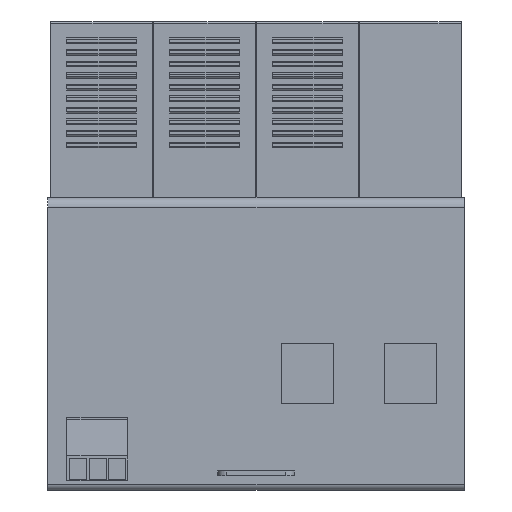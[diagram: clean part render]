
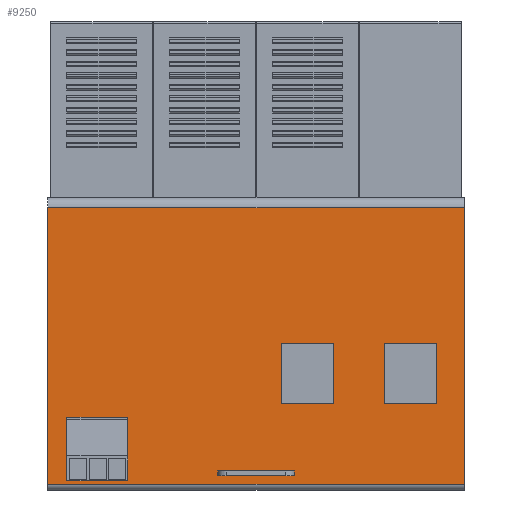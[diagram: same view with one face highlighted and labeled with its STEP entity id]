
A CAD part, left-side view. The second image highlights one B-rep face of the part: STEP entity #9250.
In plain terms, the highlighted planar face has unit normal (-1, 0, 0).
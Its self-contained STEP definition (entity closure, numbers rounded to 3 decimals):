
#960=CARTESIAN_POINT('',(-57.99,31.3,
43.696));
#970=VERTEX_POINT('',#960);
#1000=CARTESIAN_POINT('',(-57.99,31.3,0.));
#1010=DIRECTION('',(0.,0.,1.));
#1020=VECTOR('',#1010,1.);
#1030=LINE('',#1000,#1020);
#1040=CARTESIAN_POINT('',(-57.99,31.3,
-4.104));
#1050=VERTEX_POINT('',#1040);
#1060=EDGE_CURVE('',#1050,#970,#1030,.T.);
#3580=CARTESIAN_POINT('',(-57.99,-40.7,
-4.104));
#3590=VERTEX_POINT('',#3580);
#3620=CARTESIAN_POINT('',(-57.99,-40.7,0.));
#3630=DIRECTION('',(0.,0.,-1.));
#3640=VECTOR('',#3630,1.);
#3650=LINE('',#3620,#3640);
#3660=CARTESIAN_POINT('',(-57.99,-40.7,
43.696));
#3670=VERTEX_POINT('',#3660);
#3680=EDGE_CURVE('',#3670,#3590,#3650,.T.);
#7620=CARTESIAN_POINT('',(-57.99,31.3,
-4.104));
#7630=DIRECTION('',(0.,-1.,0.));
#7640=VECTOR('',#7630,1.);
#7650=LINE('',#7620,#7640);
#7660=EDGE_CURVE('',#1050,#3590,#7650,.T.);
#7730=CARTESIAN_POINT('',(-57.99,31.3,
43.696));
#7740=DIRECTION('',(1.,0.,0.));
#7750=DIRECTION('',(0.,0.,1.));
#7760=AXIS2_PLACEMENT_3D('',#7730,#7740,#7750);
#7770=PLANE('',#7760);
#7780=CARTESIAN_POINT('',(-57.99,-26.9,0.));
#7790=DIRECTION('',(0.,0.,-1.));
#7800=VECTOR('',#7790,1.);
#7810=LINE('',#7780,#7800);
#7820=CARTESIAN_POINT('',(-57.99,-26.9,
20.296));
#7830=VERTEX_POINT('',#7820);
#7840=CARTESIAN_POINT('',(-57.99,-26.9,
9.796));
#7850=VERTEX_POINT('',#7840);
#7860=EDGE_CURVE('',#7830,#7850,#7810,.T.);
#7870=ORIENTED_EDGE('',*,*,#7860,.F.);
#7880=CARTESIAN_POINT('',(-57.99,71.075,
9.796));
#7890=DIRECTION('',(0.,-1.,0.));
#7900=VECTOR('',#7890,1.);
#7910=LINE('',#7880,#7900);
#7920=CARTESIAN_POINT('',(-57.99,-35.9,
9.796));
#7930=VERTEX_POINT('',#7920);
#7940=EDGE_CURVE('',#7850,#7930,#7910,.T.);
#7950=ORIENTED_EDGE('',*,*,#7940,.F.);
#7960=CARTESIAN_POINT('',(-57.99,-35.9,0.));
#7970=DIRECTION('',(0.,0.,1.));
#7980=VECTOR('',#7970,1.);
#7990=LINE('',#7960,#7980);
#8000=CARTESIAN_POINT('',(-57.99,-35.9,
20.296));
#8010=VERTEX_POINT('',#8000);
#8020=EDGE_CURVE('',#7930,#8010,#7990,.T.);
#8030=ORIENTED_EDGE('',*,*,#8020,.F.);
#8040=CARTESIAN_POINT('',(-57.99,71.075,
20.296));
#8050=DIRECTION('',(0.,1.,0.));
#8060=VECTOR('',#8050,1.);
#8070=LINE('',#8040,#8060);
#8080=EDGE_CURVE('',#8010,#7830,#8070,.T.);
#8090=ORIENTED_EDGE('',*,*,#8080,.F.);
#8100=EDGE_LOOP('',(#8090,#8030,#7950,#7870));
#8110=FACE_BOUND('',#8100,.T.);
#8120=CARTESIAN_POINT('',(-57.99,-10.581,
-2.604));
#8130=DIRECTION('',(0.,0.,1.));
#8140=VECTOR('',#8130,1.);
#8150=LINE('',#8120,#8140);
#8160=CARTESIAN_POINT('',(-57.99,-10.581,
-2.604));
#8170=VERTEX_POINT('',#8160);
#8180=CARTESIAN_POINT('',(-57.99,-10.581,
-1.804));
#8190=VERTEX_POINT('',#8180);
#8200=EDGE_CURVE('',#8170,#8190,#8150,.T.);
#8210=ORIENTED_EDGE('',*,*,#8200,.F.);
#8220=CARTESIAN_POINT('',(-57.99,71.075,
-1.804));
#8230=DIRECTION('',(0.,-1.,0.));
#8240=VECTOR('',#8230,1.);
#8250=LINE('',#8220,#8240);
#8260=CARTESIAN_POINT('',(-57.99,1.181,
-1.804));
#8270=VERTEX_POINT('',#8260);
#8280=EDGE_CURVE('',#8270,#8190,#8250,.T.);
#8290=ORIENTED_EDGE('',*,*,#8280,.T.);
#8300=CARTESIAN_POINT('',(-57.99,1.181,
-2.604));
#8310=DIRECTION('',(0.,0.,1.));
#8320=VECTOR('',#8310,1.);
#8330=LINE('',#8300,#8320);
#8340=CARTESIAN_POINT('',(-57.99,1.181,
-2.604));
#8350=VERTEX_POINT('',#8340);
#8360=EDGE_CURVE('',#8350,#8270,#8330,.T.);
#8370=ORIENTED_EDGE('',*,*,#8360,.T.);
#8380=CARTESIAN_POINT('',(-57.99,71.075,
-2.604));
#8390=DIRECTION('',(0.,1.,0.));
#8400=VECTOR('',#8390,1.);
#8410=LINE('',#8380,#8400);
#8420=EDGE_CURVE('',#8170,#8350,#8410,.T.);
#8430=ORIENTED_EDGE('',*,*,#8420,.T.);
#8440=EDGE_LOOP('',(#8430,#8370,#8290,#8210));
#8450=FACE_BOUND('',#8440,.T.);
#8460=CARTESIAN_POINT('',(-57.99,71.075,
-3.504));
#8470=DIRECTION('',(0.,-1.,0.));
#8480=VECTOR('',#8470,1.);
#8490=LINE('',#8460,#8480);
#8500=CARTESIAN_POINT('',(-57.99,28.,
-3.504));
#8510=VERTEX_POINT('',#8500);
#8520=CARTESIAN_POINT('',(-57.99,17.5,
-3.504));
#8530=VERTEX_POINT('',#8520);
#8540=EDGE_CURVE('',#8510,#8530,#8490,.T.);
#8550=ORIENTED_EDGE('',*,*,#8540,.F.);
#8560=CARTESIAN_POINT('',(-57.99,17.5,0.));
#8570=DIRECTION('',(0.,0.,1.));
#8580=VECTOR('',#8570,1.);
#8590=LINE('',#8560,#8580);
#8600=CARTESIAN_POINT('',(-57.99,17.5,
7.496));
#8610=VERTEX_POINT('',#8600);
#8620=EDGE_CURVE('',#8530,#8610,#8590,.T.);
#8630=ORIENTED_EDGE('',*,*,#8620,.F.);
#8640=CARTESIAN_POINT('',(-57.99,71.075,
7.496));
#8650=DIRECTION('',(0.,1.,0.));
#8660=VECTOR('',#8650,1.);
#8670=LINE('',#8640,#8660);
#8680=CARTESIAN_POINT('',(-57.99,28.,
7.496));
#8690=VERTEX_POINT('',#8680);
#8700=EDGE_CURVE('',#8610,#8690,#8670,.T.);
#8710=ORIENTED_EDGE('',*,*,#8700,.F.);
#8720=CARTESIAN_POINT('',(-57.99,28.,0.));
#8730=DIRECTION('',(0.,0.,1.));
#8740=VECTOR('',#8730,1.);
#8750=LINE('',#8720,#8740);
#8760=EDGE_CURVE('',#8510,#8690,#8750,.T.);
#8770=ORIENTED_EDGE('',*,*,#8760,.T.);
#8780=EDGE_LOOP('',(#8770,#8710,#8630,#8550));
#8790=FACE_BOUND('',#8780,.T.);
#8800=CARTESIAN_POINT('',(-57.99,-9.1,0.));
#8810=DIRECTION('',(0.,0.,-1.));
#8820=VECTOR('',#8810,1.);
#8830=LINE('',#8800,#8820);
#8840=CARTESIAN_POINT('',(-57.99,-9.1,
20.296));
#8850=VERTEX_POINT('',#8840);
#8860=CARTESIAN_POINT('',(-57.99,-9.1,
9.796));
#8870=VERTEX_POINT('',#8860);
#8880=EDGE_CURVE('',#8850,#8870,#8830,.T.);
#8890=ORIENTED_EDGE('',*,*,#8880,.F.);
#8900=CARTESIAN_POINT('',(-57.99,71.075,
9.796));
#8910=DIRECTION('',(0.,-1.,0.));
#8920=VECTOR('',#8910,1.);
#8930=LINE('',#8900,#8920);
#8940=CARTESIAN_POINT('',(-57.99,-18.1,
9.796));
#8950=VERTEX_POINT('',#8940);
#8960=EDGE_CURVE('',#8870,#8950,#8930,.T.);
#8970=ORIENTED_EDGE('',*,*,#8960,.F.);
#8980=CARTESIAN_POINT('',(-57.99,-18.1,0.));
#8990=DIRECTION('',(0.,0.,1.));
#9000=VECTOR('',#8990,1.);
#9010=LINE('',#8980,#9000);
#9020=CARTESIAN_POINT('',(-57.99,-18.1,
20.296));
#9030=VERTEX_POINT('',#9020);
#9040=EDGE_CURVE('',#8950,#9030,#9010,.T.);
#9050=ORIENTED_EDGE('',*,*,#9040,.F.);
#9060=CARTESIAN_POINT('',(-57.99,71.075,
20.296));
#9070=DIRECTION('',(0.,1.,0.));
#9080=VECTOR('',#9070,1.);
#9090=LINE('',#9060,#9080);
#9100=EDGE_CURVE('',#9030,#8850,#9090,.T.);
#9110=ORIENTED_EDGE('',*,*,#9100,.F.);
#9120=EDGE_LOOP('',(#9110,#9050,#8970,#8890));
#9130=FACE_BOUND('',#9120,.T.);
#9140=ORIENTED_EDGE('',*,*,#1060,.F.);
#9150=CARTESIAN_POINT('',(-57.99,31.3,
43.696));
#9160=DIRECTION('',(0.,-1.,0.));
#9170=VECTOR('',#9160,1.);
#9180=LINE('',#9150,#9170);
#9190=EDGE_CURVE('',#970,#3670,#9180,.T.);
#9200=ORIENTED_EDGE('',*,*,#9190,.F.);
#9210=ORIENTED_EDGE('',*,*,#3680,.F.);
#9220=ORIENTED_EDGE('',*,*,#7660,.T.);
#9230=EDGE_LOOP('',(#9220,#9210,#9200,#9140));
#9240=FACE_OUTER_BOUND('',#9230,.T.);
#9250=ADVANCED_FACE('',(#8110,#8450,#8790,#9130,#9240),#7770,.F.);
